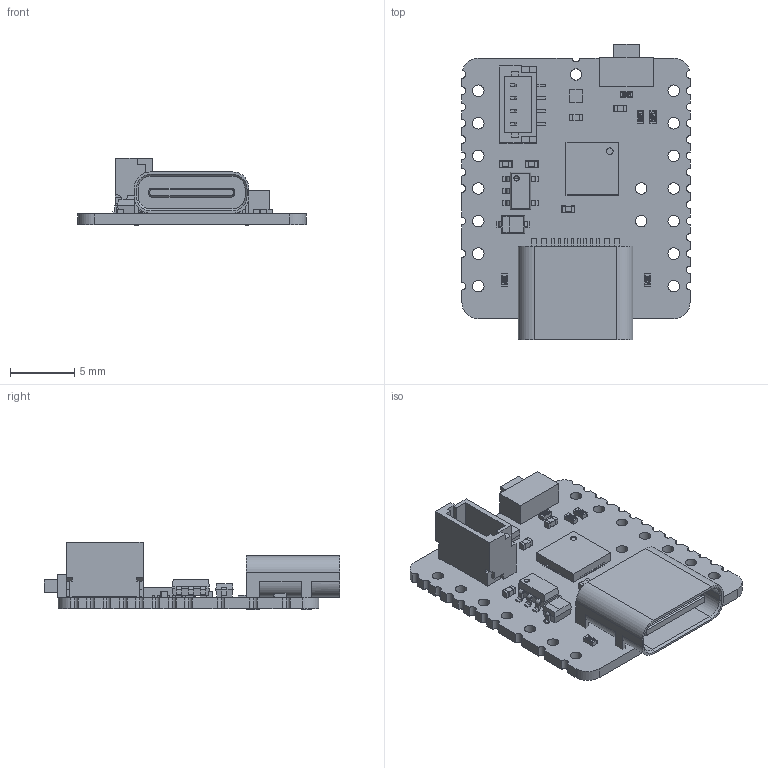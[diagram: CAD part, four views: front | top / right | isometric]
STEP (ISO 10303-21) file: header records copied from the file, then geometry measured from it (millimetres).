
FILE_DESCRIPTION(('Open CASCADE Model'),'2;1');
FILE_NAME('Open CASCADE Shape Model','2023-09-04T21:50:59',('Author'),( 'Open CASCADE'),'Open CASCADE STEP processor 7.5','Open CASCADE 7.5' ,'Unknown');
FILE_SCHEMA(('AUTOMOTIVE_DESIGN { 1 0 10303 214 1 1 1 1 }'));
Length unit declared in the file: millimetre
Products named in the file (43): PCB; Board; Open CASCADE STEP translator 7.5 1.1.1; R5; R0402; R4; P3; BM04B-SRSS-TB; R3; C7; C0402; SW2; 7033827424; Extruded; 7033827264; R2; R1; U2; User Library-SOT23-5-2; C4; C3; C2; C1; D2; User Library-SOD323-1; D1; 7033826384; 7033826224; 7033826064; U1; 6716211296; Open CASCADE STEP translator 7.5 2.1; Body; Open CASCADE STEP translator 7.5 2.2.1; Thermal Shape; Pin Shape; Open CASCADE STEP translator 7.5 2.4.1; J1; HRO  TYPE-C-31-M-12
Assembly tree (77 placements, depth 5):
  PCB
    Board
      Open CASCADE STEP translator 7.5 1.1.1
    R5
      R0402
    R4
      R0402
    P3
      BM04B-SRSS-TB
    R3
      R0402
    C7
      C0402
    SW2
      7033827424
        Extruded
      7033827264
        Extruded
    R2
      R0402
    R1
      R0402
    U2
      User Library-SOT23-5-2
    C4
      C0402
    C3
      C0402
    C2
      C0402
    C1
      C0402
    D2
      User Library-SOD323-1
    D1
      7033826384
        Extruded
      7033826224
        Extruded
      7033826064
        Extruded
    U1
      6716211296
        Open CASCADE STEP translator 7.5 2.1
        Body
          Open CASCADE STEP translator 7.5 2.2.1
        Thermal Shape
        Pin Shape  x28
          Open CASCADE STEP translator 7.5 2.4.1
    J1
      HRO  TYPE-C-31-M-12
Bounding box: 17.78 x 23.04 x 5.3 mm (x, y, z)
Volume: 478 mm3; surface area: 1609.5 mm2
Topology: 50 solids, 51 shells, 1588 faces, 4215 edges, 2704 vertices
Faces by surface type: plane 1073, cylinder 383, bspline 80, sphere 42, cone 10
Full cylindrical faces by diameter (mm): 0.5 x2, 0.512 x1, 0.6 x2, 0.65 x2, 0.9 x17
Entity records: 23547 total; most frequent: CARTESIAN_POINT 4300, ORIENTED_EDGE 3469, DIRECTION 3342, EDGE_CURVE 1735, LINE 1242, VECTOR 1242, VERTEX_POINT 1148, AXIS2_PLACEMENT_3D 1050
